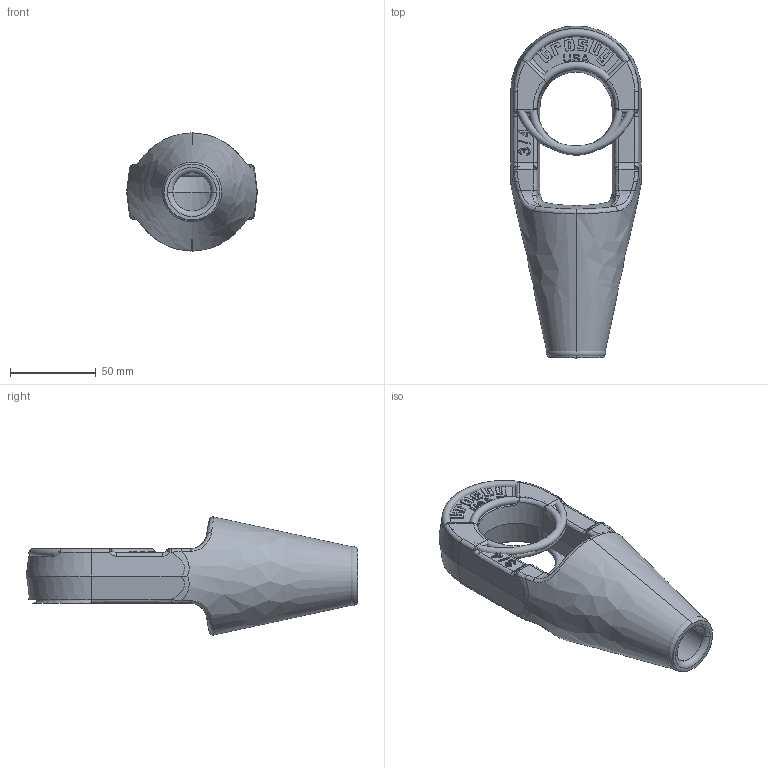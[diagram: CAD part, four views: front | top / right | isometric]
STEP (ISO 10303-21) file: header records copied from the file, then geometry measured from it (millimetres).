
FILE_DESCRIPTION((''),'2;1');
FILE_NAME('CROSBY_417_075_1039977-1039986','2011-08-31T',('Alan Doughty'),('The Crosby Group LLC'),'PRO/ENGINEER BY PARAMETRIC TECHNOLOGY CORPORATION, 2010230','PRO/ENGINEER BY PARAMETRIC TECHNOLOGY CORPORATION, 2010230','');
FILE_SCHEMA(('CONFIG_CONTROL_DESIGN'));
Length unit declared in the file: inch
Products named in the file (1): CROSBY_417_075_1039977-1039986
Bounding box: 76.2 x 193.62 x 68.95 mm (x, y, z)
Surface area: 67773.3 mm2 (no closed solid volume)
Topology: 0 solids, 0 shells, 275 faces, 1416 edges, 1394 vertices
Faces by surface type: bspline 251, torus 12, sphere 12
Entity records: 23632 total; most frequent: CARTESIAN_POINT 11786, DIRECTION 1730, TRIMMED_CURVE 1561, VECTOR 1440, LINE 1440, DEFINITIONAL_REPRESENTATION 1360, PCURVE 1360, COMPOSITE_CURVE_SEGMENT 1360
